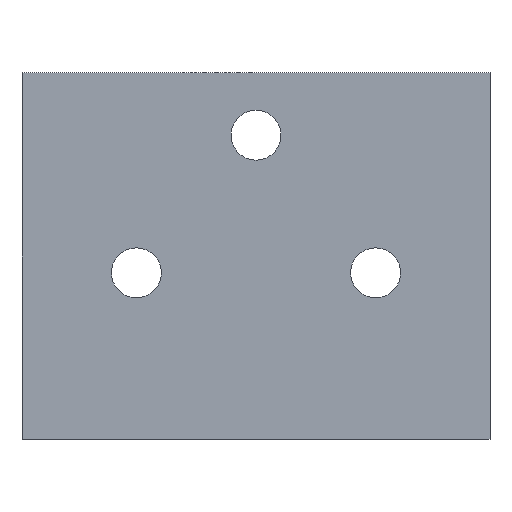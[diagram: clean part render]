
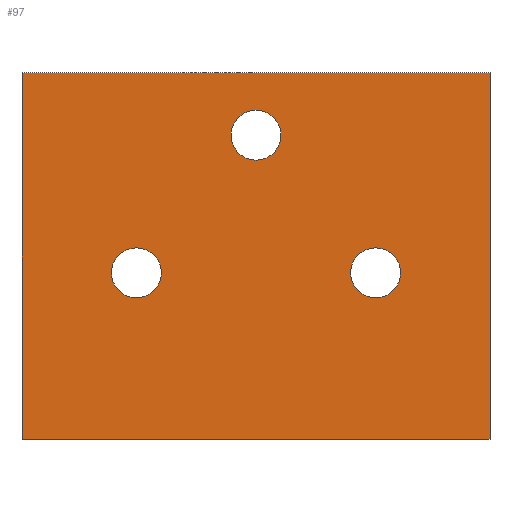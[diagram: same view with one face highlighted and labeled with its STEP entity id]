
A CAD part, front view. The second image highlights one B-rep face of the part: STEP entity #97.
In plain terms, the highlighted planar face has unit normal (0, -1, 0).
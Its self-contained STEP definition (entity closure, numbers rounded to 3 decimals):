
#45=FACE_BOUND('',#140,.T.);
#46=FACE_BOUND('',#141,.T.);
#47=FACE_BOUND('',#142,.T.);
#48=FACE_BOUND('',#143,.T.);
#77=CIRCLE('',#431,2.4);
#78=CIRCLE('',#432,2.4);
#79=CIRCLE('',#433,2.4);
#97=ADVANCED_FACE('',(#45,#46,#47,#48),#118,.F.);
#118=PLANE('',#434);
#140=EDGE_LOOP('',(#190));
#141=EDGE_LOOP('',(#191));
#142=EDGE_LOOP('',(#192));
#143=EDGE_LOOP('',(#193,#194,#195,#196));
#190=ORIENTED_EDGE('',*,*,#328,.T.);
#191=ORIENTED_EDGE('',*,*,#329,.T.);
#192=ORIENTED_EDGE('',*,*,#330,.T.);
#193=ORIENTED_EDGE('',*,*,#331,.T.);
#194=ORIENTED_EDGE('',*,*,#321,.F.);
#195=ORIENTED_EDGE('',*,*,#332,.F.);
#196=ORIENTED_EDGE('',*,*,#327,.T.);
#283=VERTEX_POINT('',#591);
#284=VERTEX_POINT('',#593);
#286=VERTEX_POINT('',#598);
#289=VERTEX_POINT('',#604);
#290=VERTEX_POINT('',#608);
#291=VERTEX_POINT('',#610);
#292=VERTEX_POINT('',#612);
#321=EDGE_CURVE('',#283,#284,#371,.T.);
#327=EDGE_CURVE('',#286,#289,#377,.T.);
#328=EDGE_CURVE('',#290,#290,#77,.T.);
#329=EDGE_CURVE('',#291,#291,#78,.T.);
#330=EDGE_CURVE('',#292,#292,#79,.T.);
#331=EDGE_CURVE('',#289,#284,#378,.T.);
#332=EDGE_CURVE('',#286,#283,#379,.T.);
#371=LINE('',#592,#401);
#377=LINE('',#605,#407);
#378=LINE('',#613,#408);
#379=LINE('',#614,#409);
#401=VECTOR('',#475,1.);
#407=VECTOR('',#483,1.);
#408=VECTOR('',#492,1.);
#409=VECTOR('',#493,1.);
#431=AXIS2_PLACEMENT_3D('',#607,#486,#487);
#432=AXIS2_PLACEMENT_3D('',#609,#488,#489);
#433=AXIS2_PLACEMENT_3D('',#611,#490,#491);
#434=AXIS2_PLACEMENT_3D('',#615,#494,#495);
#475=DIRECTION('',(0.,0.,-1.));
#483=DIRECTION('',(0.,0.,-1.));
#486=DIRECTION('',(0.,1.,0.));
#487=DIRECTION('',(-1.,0.,0.));
#488=DIRECTION('',(0.,1.,0.));
#489=DIRECTION('',(-1.,0.,0.));
#490=DIRECTION('',(0.,1.,0.));
#491=DIRECTION('',(-1.,0.,0.));
#492=DIRECTION('',(1.,0.,0.));
#493=DIRECTION('',(1.,0.,0.));
#494=DIRECTION('',(0.,1.,0.));
#495=DIRECTION('',(-1.,0.,0.));
#591=CARTESIAN_POINT('',(45.,0.,35.23));
#592=CARTESIAN_POINT('',(45.,0.,35.23));
#593=CARTESIAN_POINT('',(45.,0.,0.));
#598=CARTESIAN_POINT('',(0.,0.,35.23));
#604=CARTESIAN_POINT('',(0.,0.,0.));
#605=CARTESIAN_POINT('',(0.,0.,35.23));
#607=CARTESIAN_POINT('',(34.,0.,16.));
#608=CARTESIAN_POINT('',(31.6,0.,16.));
#609=CARTESIAN_POINT('',(22.5,0.,29.23));
#610=CARTESIAN_POINT('',(20.1,0.,29.23));
#611=CARTESIAN_POINT('',(11.,0.,16.));
#612=CARTESIAN_POINT('',(8.6,0.,16.));
#613=CARTESIAN_POINT('',(0.,0.,0.));
#614=CARTESIAN_POINT('',(0.,0.,35.23));
#615=CARTESIAN_POINT('',(0.,0.,35.23));
